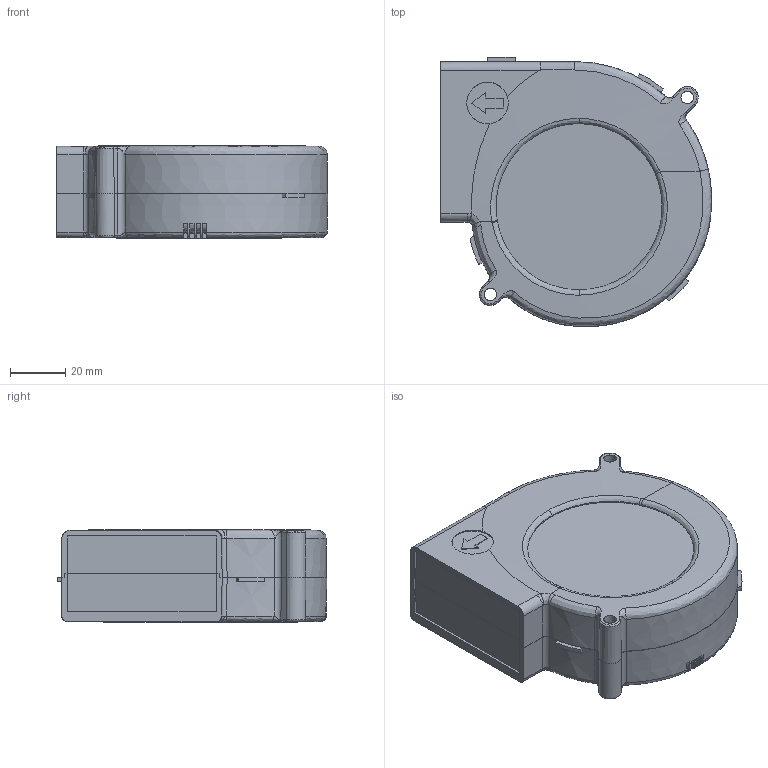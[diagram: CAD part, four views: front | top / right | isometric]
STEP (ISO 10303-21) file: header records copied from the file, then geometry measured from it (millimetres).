
FILE_DESCRIPTION((''),'2;1');
FILE_NAME('ASM0001_ASM_ASM','2013-12-12T',('yiliang.gong'),(''),'PRO/ENGINEER BY PARAMETRIC TECHNOLOGY CORPORATION, 2010280','PRO/ENGINEER BY PARAMETRIC TECHNOLOGY CORPORATION, 2010280','');
FILE_SCHEMA(('CONFIG_CONTROL_DESIGN'));
Length unit declared in the file: millimetre
Products named in the file (9): MSBR-7; MSBR-6; MSBR-5; MSBR-4; MSBR-3; MSBR-2; MSBR-1; _ASM0001_ASM; ASM0001_ASM_ASM
Assembly tree (8 placements, depth 2):
  ASM0001_ASM_ASM
    MSBR-7
    MSBR-6
    MSBR-5
    MSBR-4
    MSBR-3
    MSBR-2
    MSBR-1
    _ASM0001_ASM
Bounding box: 97.82 x 97.11 x 33.53 mm (x, y, z)
Volume: 239099.5 mm3; surface area: 63853.2 mm2
Topology: 2 solids, 2 shells, 311 faces, 830 edges, 530 vertices
Faces by surface type: plane 121, cylinder 95, bspline 75, cone 11, extrusion 5, torus 4
Entity records: 15810 total; most frequent: CARTESIAN_POINT 8792, ORIENTED_EDGE 1660, DIRECTION 1060, EDGE_CURVE 830, VERTEX_POINT 530, B_SPLINE_CURVE_WITH_KNOTS 391, AXIS2_PLACEMENT_3D 363, VECTOR 334
